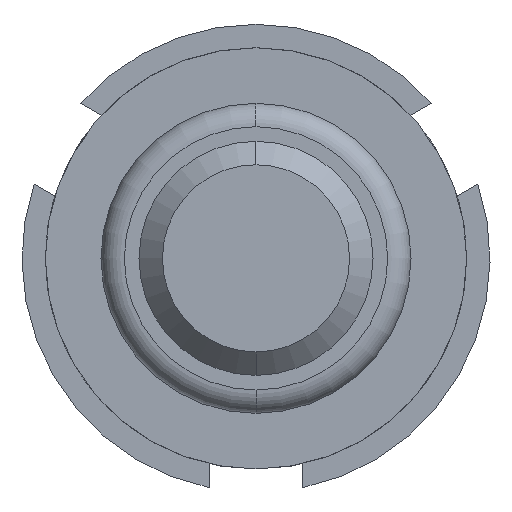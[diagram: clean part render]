
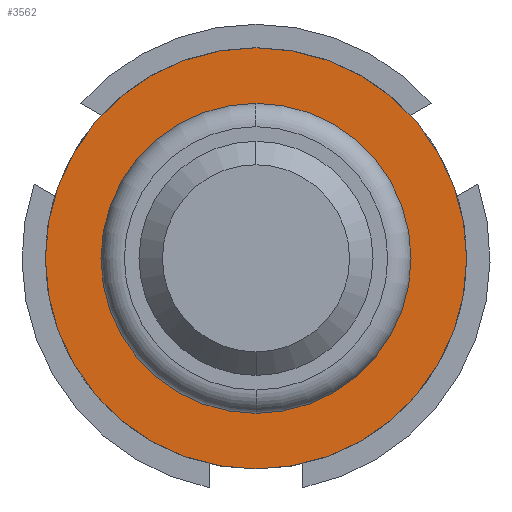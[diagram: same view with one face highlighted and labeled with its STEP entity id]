
A CAD part, front view. The second image highlights one B-rep face of the part: STEP entity #3562.
In plain terms, the highlighted planar face has unit normal (0, -1, 0).
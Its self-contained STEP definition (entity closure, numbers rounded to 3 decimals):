
#124 = VERTEX_POINT ( 'NONE', #2792 ) ;
#297 = DIRECTION ( 'NONE',  ( 0., 1., 0. ) ) ;
#347 = CARTESIAN_POINT ( 'NONE',  ( 0., -1.8, 0. ) ) ;
#355 = CARTESIAN_POINT ( 'NONE',  ( 0., -1.8, 0. ) ) ;
#436 = EDGE_CURVE ( 'Defeature ausgef�hrt4_13+Defeature ausgef�hrt4_14+Defeature ausgef�hrt4_14+Defeature ausgef�hrt4_14', #124, #1105, #4390, .T. ) ;
#531 = CIRCLE ( 'NONE', #2673, 1.8 ) ;
#541 = PLANE ( 'NONE',  #3474 ) ;
#551 = CIRCLE ( 'NONE', #964, 1.325 ) ;
#563 = DIRECTION ( 'NONE',  ( 0., 0., 1. ) ) ;
#665 = EDGE_LOOP ( 'NONE', ( #4396, #3838 ) ) ;
#719 = DIRECTION ( 'NONE',  ( 0., 1., 0. ) ) ;
#964 = AXIS2_PLACEMENT_3D ( 'NONE', #1805, #719, #4594 ) ;
#1105 = VERTEX_POINT ( 'NONE', #2925 ) ;
#1109 = VERTEX_POINT ( 'NONE', #3603 ) ;
#1441 = DIRECTION ( 'NONE',  ( 0., 1., 0. ) ) ;
#1455 = AXIS2_PLACEMENT_3D ( 'NONE', #347, #297, #3212 ) ;
#1493 = FACE_OUTER_BOUND ( 'NONE', #1687, .T. ) ;
#1644 = CARTESIAN_POINT ( 'NONE',  ( 1.8, -1.8, 0. ) ) ;
#1687 = EDGE_LOOP ( 'NONE', ( #2221, #2480 ) ) ;
#1709 = CARTESIAN_POINT ( 'NONE',  ( 0., -1.8, -1.8 ) ) ;
#1805 = CARTESIAN_POINT ( 'NONE',  ( 0., -1.8, 0. ) ) ;
#1861 = EDGE_CURVE ( 'Defeature ausgef�hrt4_12+Defeature ausgef�hrt4_13+Defeature ausgef�hrt4_13+Defeature ausgef�hrt4_13', #3678, #1109, #531, .T. ) ;
#2055 = DIRECTION ( 'NONE',  ( 0., 1., 0. ) ) ;
#2221 = ORIENTED_EDGE ( 'NONE', *, *, #2607, .F. ) ;
#2480 = ORIENTED_EDGE ( 'NONE', *, *, #1861, .F. ) ;
#2607 = EDGE_CURVE ( 'Defeature ausgef�hrt4_12+Defeature ausgef�hrt4_13+Defeature ausgef�hrt4_13+Defeature ausgef�hrt4_13', #1109, #3678, #3558, .T. ) ;
#2673 = AXIS2_PLACEMENT_3D ( 'NONE', #4214, #2055, #4524 ) ;
#2792 = CARTESIAN_POINT ( 'NONE',  ( 0., -1.8, -1.325 ) ) ;
#2925 = CARTESIAN_POINT ( 'NONE',  ( 0., -1.8, 1.325 ) ) ;
#3035 = EDGE_CURVE ( 'Defeature ausgef�hrt4_13+Defeature ausgef�hrt4_14+Defeature ausgef�hrt4_14+Defeature ausgef�hrt4_14', #1105, #124, #551, .T. ) ;
#3212 = DIRECTION ( 'NONE',  ( 0., 0., 1. ) ) ;
#3474 = AXIS2_PLACEMENT_3D ( 'NONE', #1644, #4491, #563 ) ;
#3554 = AXIS2_PLACEMENT_3D ( 'NONE', #355, #1441, #3923 ) ;
#3558 = CIRCLE ( 'NONE', #1455, 1.8 ) ;
#3562 = ADVANCED_FACE ( 'Defeature ausgef�hrt4_13', ( #1493, #3929 ), #541, .F. ) ;
#3603 = CARTESIAN_POINT ( 'NONE',  ( 0., -1.8, 1.8 ) ) ;
#3678 = VERTEX_POINT ( 'NONE', #1709 ) ;
#3838 = ORIENTED_EDGE ( 'NONE', *, *, #436, .T. ) ;
#3923 = DIRECTION ( 'NONE',  ( 0., 0., 1. ) ) ;
#3929 = FACE_BOUND ( 'NONE', #665, .T. ) ;
#4214 = CARTESIAN_POINT ( 'NONE',  ( 0., -1.8, 0. ) ) ;
#4390 = CIRCLE ( 'NONE', #3554, 1.325 ) ;
#4396 = ORIENTED_EDGE ( 'NONE', *, *, #3035, .T. ) ;
#4491 = DIRECTION ( 'NONE',  ( 0., 1., 0. ) ) ;
#4524 = DIRECTION ( 'NONE',  ( 0., 0., 1. ) ) ;
#4594 = DIRECTION ( 'NONE',  ( 0., 0., 1. ) ) ;
